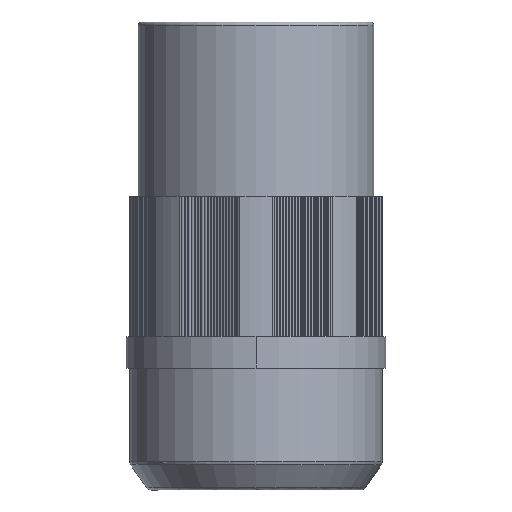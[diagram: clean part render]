
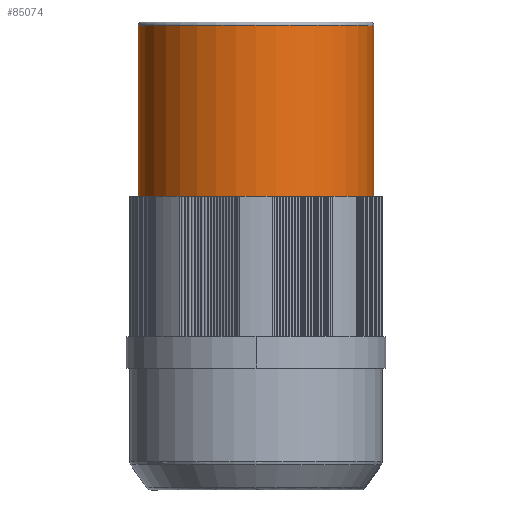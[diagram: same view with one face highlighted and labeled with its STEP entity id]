
A CAD part, top view. The second image highlights one B-rep face of the part: STEP entity #85074.
In plain terms, the highlighted cylindrical face has radius 17.653 mm (diameter 35.306 mm), a partial arc.
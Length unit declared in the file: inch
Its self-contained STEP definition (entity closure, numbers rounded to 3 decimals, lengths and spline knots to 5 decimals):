
#296 = LINE ( 'NONE', #49728, #8286 ) ;
#2156 = CARTESIAN_POINT ( 'NONE',  ( 0., 0.09131, 0. ) ) ;
#3792 = CARTESIAN_POINT ( 'NONE',  ( 0.695, 0.111, 0. ) ) ;
#8019 = CARTESIAN_POINT ( 'NONE',  ( -0.695, 0.111, 0. ) ) ;
#8286 = VECTOR ( 'NONE', #57515, 39.37008 ) ;
#8367 = ORIENTED_EDGE ( 'NONE', *, *, #51325, .T. ) ;
#9457 = FACE_OUTER_BOUND ( 'NONE', #84469, .T. ) ;
#9901 = CYLINDRICAL_SURFACE ( 'NONE', #88725, 0.695 ) ;
#11220 = CIRCLE ( 'NONE', #75583, 0.695 ) ;
#16159 = ORIENTED_EDGE ( 'NONE', *, *, #37160, .F. ) ;
#16195 = AXIS2_PLACEMENT_3D ( 'NONE', #84816, #29926, #86179 ) ;
#19636 = VERTEX_POINT ( 'NONE', #3792 ) ;
#21067 = CARTESIAN_POINT ( 'NONE',  ( -0.695, 1.118, 0. ) ) ;
#29926 = DIRECTION ( 'NONE',  ( 0., -1., 0. ) ) ;
#30073 = DIRECTION ( 'NONE',  ( -0.995, 0., -0.104 ) ) ;
#32376 = CARTESIAN_POINT ( 'NONE',  ( -0.695, 0.111, 0. ) ) ;
#33968 = DIRECTION ( 'NONE',  ( -1., 0., 0. ) ) ;
#36488 = DIRECTION ( 'NONE',  ( 0., 1., 0. ) ) ;
#37160 = EDGE_CURVE ( 'NONE', #44317, #78635, #69379, .T. ) ;
#44317 = VERTEX_POINT ( 'NONE', #32376 ) ;
#49728 = CARTESIAN_POINT ( 'NONE',  ( 0.695, 0.111, 0. ) ) ;
#51325 = EDGE_CURVE ( 'NONE', #19636, #55235, #296, .T. ) ;
#51806 = EDGE_CURVE ( 'NONE', #44317, #19636, #11220, .T. ) ;
#55235 = VERTEX_POINT ( 'NONE', #85549 ) ;
#55671 = CIRCLE ( 'NONE', #16195, 0.695 ) ;
#57515 = DIRECTION ( 'NONE',  ( 0., 1., 0. ) ) ;
#62825 = VECTOR ( 'NONE', #63414, 39.37008 ) ;
#63414 = DIRECTION ( 'NONE',  ( 0., 1., 0. ) ) ;
#69379 = LINE ( 'NONE', #8019, #62825 ) ;
#69880 = EDGE_CURVE ( 'NONE', #55235, #78635, #55671, .T. ) ;
#74262 = CARTESIAN_POINT ( 'NONE',  ( 0., 0.111, 0. ) ) ;
#75164 = DIRECTION ( 'NONE',  ( 0., 1., 0. ) ) ;
#75583 = AXIS2_PLACEMENT_3D ( 'NONE', #74262, #75164, #33968 ) ;
#78635 = VERTEX_POINT ( 'NONE', #21067 ) ;
#79739 = ORIENTED_EDGE ( 'NONE', *, *, #69880, .T. ) ;
#82948 = ORIENTED_EDGE ( 'NONE', *, *, #51806, .T. ) ;
#84469 = EDGE_LOOP ( 'NONE', ( #8367, #79739, #16159, #82948 ) ) ;
#84816 = CARTESIAN_POINT ( 'NONE',  ( 0., 1.118, 0. ) ) ;
#85074 = ADVANCED_FACE ( 'NONE', ( #9457 ), #9901, .T. ) ;
#85549 = CARTESIAN_POINT ( 'NONE',  ( 0.695, 1.118, 0. ) ) ;
#86179 = DIRECTION ( 'NONE',  ( 1., 0., 0. ) ) ;
#88725 = AXIS2_PLACEMENT_3D ( 'NONE', #2156, #36488, #30073 ) ;
